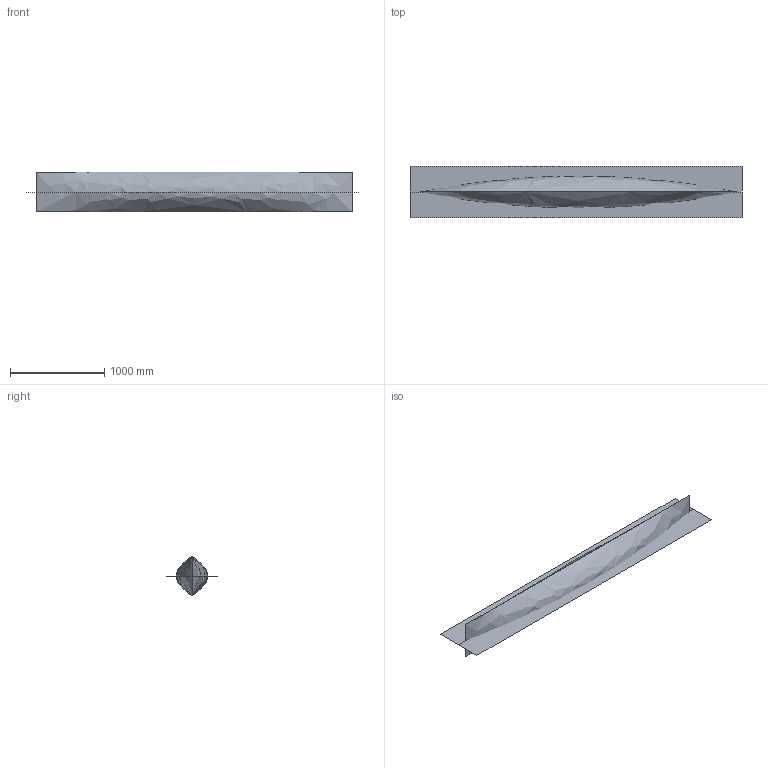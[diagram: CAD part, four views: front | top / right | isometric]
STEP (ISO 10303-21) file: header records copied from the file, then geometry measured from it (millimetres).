
FILE_DESCRIPTION(('FreeCAD Model'),'2;1');
FILE_NAME('Open CASCADE Shape Model','2025-05-03T22:27:29',('FreeCAD'),( 'FreeCAD'),'Open CASCADE STEP processor 7.6','FreeCAD','Unknown');
FILE_SCHEMA(('AUTOMOTIVE_DESIGN { 1 0 10303 214 1 1 1 1 }'));
Length unit declared in the file: millimetre
Products named in the file (1): Open CASCADE STEP translator 7.6 1
Bounding box: 3530.25 x 551.6 x 420.1 mm (x, y, z)
Surface area: 5310697.9 mm2 (no closed solid volume)
Topology: 0 solids, 4 shells, 4 faces, 16 edges, 16 vertices
Faces by surface type: bspline 4
Entity records: 186 total; most frequent: CARTESIAN_POINT 83, ORIENTED_EDGE 16, EDGE_CURVE 16, VERTEX_POINT 16, B_SPLINE_CURVE_WITH_KNOTS 16, SHELL_BASED_SURFACE_MODEL 4, OPEN_SHELL 4, ADVANCED_FACE 4
